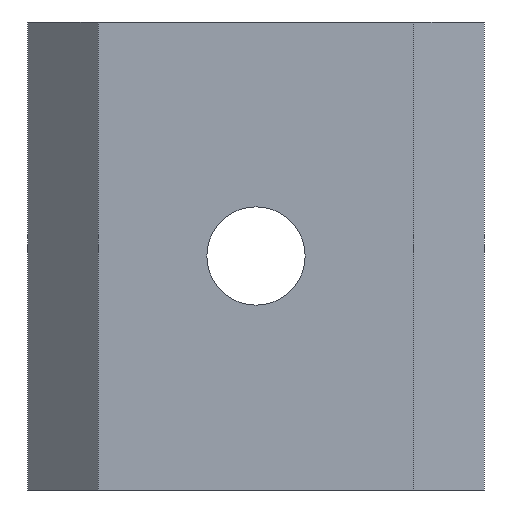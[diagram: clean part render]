
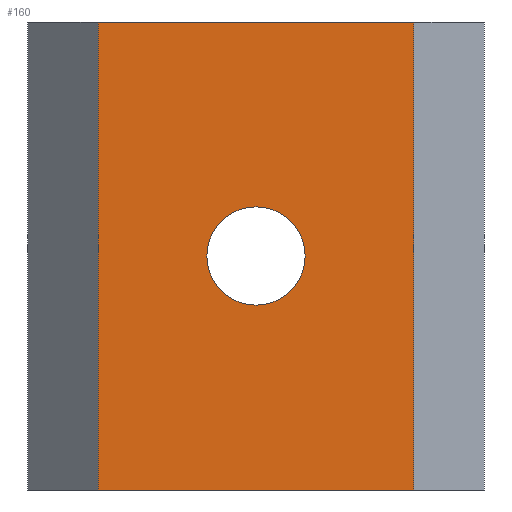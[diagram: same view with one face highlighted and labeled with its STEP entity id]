
A CAD part, front view. The second image highlights one B-rep face of the part: STEP entity #160.
In plain terms, the highlighted planar face has unit normal (0, -1, 0).
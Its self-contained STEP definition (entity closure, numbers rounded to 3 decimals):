
#2 = ORIENTED_EDGE ( 'NONE', *, *, #335, .T. ) ;
#8 = CIRCLE ( 'NONE', #324, 2.1 ) ;
#16 = CARTESIAN_POINT ( 'NONE',  ( 6.584, -10.6, 0. ) ) ;
#18 = AXIS2_PLACEMENT_3D ( 'NONE', #195, #199, #88 ) ;
#26 = VECTOR ( 'NONE', #61, 1000. ) ;
#31 = EDGE_CURVE ( 'NONE', #493, #443, #58, .T. ) ;
#38 = VERTEX_POINT ( 'NONE', #504 ) ;
#39 = CARTESIAN_POINT ( 'NONE',  ( 0., -10.6, 10. ) ) ;
#58 = LINE ( 'NONE', #262, #372 ) ;
#61 = DIRECTION ( 'NONE',  ( 1., 0., 0. ) ) ;
#71 = ORIENTED_EDGE ( 'NONE', *, *, #389, .T. ) ;
#73 = VERTEX_POINT ( 'NONE', #456 ) ;
#88 = DIRECTION ( 'NONE',  ( 0., 0., -1. ) ) ;
#92 = FACE_OUTER_BOUND ( 'NONE', #268, .T. ) ;
#98 = DIRECTION ( 'NONE',  ( 0., 1., 0. ) ) ;
#104 = LINE ( 'NONE', #424, #362 ) ;
#111 = DIRECTION ( 'NONE',  ( -1., 0., 0. ) ) ;
#118 = DIRECTION ( 'NONE',  ( 0., 0., 1. ) ) ;
#120 = ORIENTED_EDGE ( 'NONE', *, *, #144, .T. ) ;
#124 = EDGE_CURVE ( 'NONE', #38, #73, #356, .T. ) ;
#127 = DIRECTION ( 'NONE',  ( 0., 1., 0. ) ) ;
#134 = CARTESIAN_POINT ( 'NONE',  ( -6.75, -10.6, 0. ) ) ;
#144 = EDGE_CURVE ( 'NONE', #486, #493, #104, .T. ) ;
#146 = ORIENTED_EDGE ( 'NONE', *, *, #124, .T. ) ;
#155 = VERTEX_POINT ( 'NONE', #266 ) ;
#157 = PLANE ( 'NONE',  #18 ) ;
#160 = ADVANCED_FACE ( 'NONE', ( #92, #190 ), #157, .T. ) ;
#190 = FACE_BOUND ( 'NONE', #380, .T. ) ;
#195 = CARTESIAN_POINT ( 'NONE',  ( 6.584, -10.6, 0. ) ) ;
#199 = DIRECTION ( 'NONE',  ( 0., -1., 0. ) ) ;
#219 = DIRECTION ( 'NONE',  ( 0., 0., -1. ) ) ;
#220 = VECTOR ( 'NONE', #219, 1000. ) ;
#262 = CARTESIAN_POINT ( 'NONE',  ( 6.584, -10.6, 20. ) ) ;
#266 = CARTESIAN_POINT ( 'NONE',  ( -6.75, -10.6, 0. ) ) ;
#268 = EDGE_LOOP ( 'NONE', ( #494, #71, #416, #120 ) ) ;
#280 = CARTESIAN_POINT ( 'NONE',  ( 0., -10.6, 10. ) ) ;
#281 = LINE ( 'NONE', #134, #220 ) ;
#283 = CARTESIAN_POINT ( 'NONE',  ( 6.75, -10.6, 0. ) ) ;
#317 = EDGE_CURVE ( 'NONE', #155, #486, #379, .T. ) ;
#324 = AXIS2_PLACEMENT_3D ( 'NONE', #280, #98, #353 ) ;
#335 = EDGE_CURVE ( 'NONE', #73, #38, #8, .T. ) ;
#353 = DIRECTION ( 'NONE',  ( 0., 0., 1. ) ) ;
#354 = CARTESIAN_POINT ( 'NONE',  ( 6.75, -10.6, 20. ) ) ;
#356 = CIRCLE ( 'NONE', #488, 2.1 ) ;
#362 = VECTOR ( 'NONE', #118, 1000. ) ;
#372 = VECTOR ( 'NONE', #111, 1000. ) ;
#377 = DIRECTION ( 'NONE',  ( 0., 0., 1. ) ) ;
#379 = LINE ( 'NONE', #16, #26 ) ;
#380 = EDGE_LOOP ( 'NONE', ( #2, #146 ) ) ;
#389 = EDGE_CURVE ( 'NONE', #443, #155, #281, .T. ) ;
#416 = ORIENTED_EDGE ( 'NONE', *, *, #317, .T. ) ;
#424 = CARTESIAN_POINT ( 'NONE',  ( 6.75, -10.6, 0. ) ) ;
#443 = VERTEX_POINT ( 'NONE', #482 ) ;
#456 = CARTESIAN_POINT ( 'NONE',  ( 0., -10.6, 12.1 ) ) ;
#482 = CARTESIAN_POINT ( 'NONE',  ( -6.75, -10.6, 20. ) ) ;
#486 = VERTEX_POINT ( 'NONE', #283 ) ;
#488 = AXIS2_PLACEMENT_3D ( 'NONE', #39, #127, #377 ) ;
#493 = VERTEX_POINT ( 'NONE', #354 ) ;
#494 = ORIENTED_EDGE ( 'NONE', *, *, #31, .T. ) ;
#504 = CARTESIAN_POINT ( 'NONE',  ( 0., -10.6, 7.9 ) ) ;
